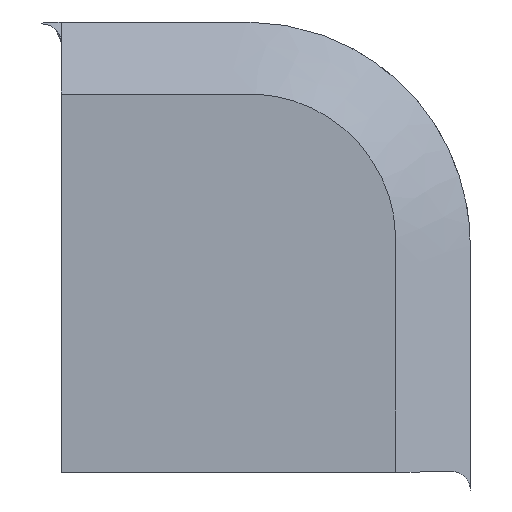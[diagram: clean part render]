
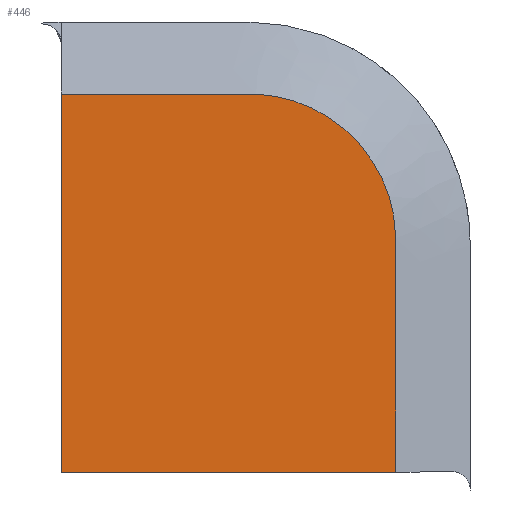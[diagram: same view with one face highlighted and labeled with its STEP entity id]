
A CAD part, top view. The second image highlights one B-rep face of the part: STEP entity #446.
In plain terms, the highlighted planar face has unit normal (0, 0, 1).
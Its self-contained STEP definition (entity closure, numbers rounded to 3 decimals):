
#25=PLANE('',#490);
#48=B_SPLINE_CURVE_WITH_KNOTS('',3,(#1091,#1092,#1093,#1094,#1095,#1096,
#1097,#1098,#1099,#1100,#1101,#1102,#1103,#1104,#1105,#1106,#1107,#1108,
#1109,#1110,#1111,#1112,#1113,#1114,#1115),.UNSPECIFIED.,.F.,.F.,(4,3,3,
3,3,3,3,3,4),(0.001,27.881,31.726,41.429,
51.132,60.835,70.538,75.69,109.607),
 .UNSPECIFIED.);
#78=FACE_OUTER_BOUND('',#106,.T.);
#106=EDGE_LOOP('',(#359,#360,#361,#362,#363));
#130=LINE('',#941,#163);
#143=LINE('',#1142,#176);
#144=LINE('',#1144,#177);
#145=LINE('',#1145,#178);
#163=VECTOR('',#529,10.);
#176=VECTOR('',#556,10.);
#177=VECTOR('',#557,10.);
#178=VECTOR('',#558,10.);
#206=VERTEX_POINT('',#934);
#208=VERTEX_POINT('',#940);
#218=VERTEX_POINT('',#1086);
#226=VERTEX_POINT('',#1141);
#227=VERTEX_POINT('',#1143);
#254=EDGE_CURVE('',#208,#206,#130,.T.);
#268=EDGE_CURVE('',#218,#206,#48,.T.);
#278=EDGE_CURVE('',#226,#218,#143,.T.);
#279=EDGE_CURVE('',#227,#226,#144,.T.);
#280=EDGE_CURVE('',#227,#208,#145,.T.);
#359=ORIENTED_EDGE('',*,*,#254,.T.);
#360=ORIENTED_EDGE('',*,*,#268,.F.);
#361=ORIENTED_EDGE('',*,*,#278,.F.);
#362=ORIENTED_EDGE('',*,*,#279,.F.);
#363=ORIENTED_EDGE('',*,*,#280,.T.);
#446=ADVANCED_FACE('',(#78),#25,.T.);
#490=AXIS2_PLACEMENT_3D('',#1140,#554,#555);
#529=DIRECTION('',(1.,0.,0.));
#554=DIRECTION('center_axis',(0.,0.,
1.));
#555=DIRECTION('ref_axis',(1.,0.,0.));
#556=DIRECTION('',(0.,1.,0.));
#557=DIRECTION('',(0.,1.,0.));
#558=DIRECTION('',(0.,-1.,0.));
#934=CARTESIAN_POINT('',(60.4,-0.531,19.));
#940=CARTESIAN_POINT('',(3.3,-0.531,19.));
#941=CARTESIAN_POINT('',(29.208,-0.531,19.));
#1086=CARTESIAN_POINT('',(3.3,64.,19.));
#1091=CARTESIAN_POINT('Ctrl Pts',(3.3,64.,19.));
#1092=CARTESIAN_POINT('Ctrl Pts',(12.703,64.,19.));
#1093=CARTESIAN_POINT('Ctrl Pts',(22.106,64.,19.));
#1094=CARTESIAN_POINT('Ctrl Pts',(31.509,64.,19.));
#1095=CARTESIAN_POINT('Ctrl Pts',(32.806,64.,19.));
#1096=CARTESIAN_POINT('Ctrl Pts',(34.103,64.,19.));
#1097=CARTESIAN_POINT('Ctrl Pts',(35.4,64.,19.));
#1098=CARTESIAN_POINT('Ctrl Pts',(38.672,64.,19.));
#1099=CARTESIAN_POINT('Ctrl Pts',(41.944,63.349,19.));
#1100=CARTESIAN_POINT('Ctrl Pts',(44.967,62.097,19.));
#1101=CARTESIAN_POINT('Ctrl Pts',(47.991,60.845,19.));
#1102=CARTESIAN_POINT('Ctrl Pts',(50.765,58.993,19.));
#1103=CARTESIAN_POINT('Ctrl Pts',(53.079,56.679,19.));
#1104=CARTESIAN_POINT('Ctrl Pts',(55.393,54.365,19.));
#1105=CARTESIAN_POINT('Ctrl Pts',(57.245,51.591,19.));
#1106=CARTESIAN_POINT('Ctrl Pts',(58.497,48.567,19.));
#1107=CARTESIAN_POINT('Ctrl Pts',(59.749,45.544,19.));
#1108=CARTESIAN_POINT('Ctrl Pts',(60.4,42.272,19.));
#1109=CARTESIAN_POINT('Ctrl Pts',(60.4,39.,19.));
#1110=CARTESIAN_POINT('Ctrl Pts',(60.4,37.262,19.));
#1111=CARTESIAN_POINT('Ctrl Pts',(60.4,35.524,19.));
#1112=CARTESIAN_POINT('Ctrl Pts',(60.4,33.787,19.));
#1113=CARTESIAN_POINT('Ctrl Pts',(60.4,22.347,19.));
#1114=CARTESIAN_POINT('Ctrl Pts',(60.4,10.908,19.));
#1115=CARTESIAN_POINT('Ctrl Pts',(60.4,-0.531,19.));
#1140=CARTESIAN_POINT('Origin',(29.716,29.721,19.));
#1141=CARTESIAN_POINT('',(3.3,59.903,19.));
#1142=CARTESIAN_POINT('',(3.3,73.5,19.));
#1143=CARTESIAN_POINT('',(3.3,0.,19.));
#1144=CARTESIAN_POINT('',(3.3,73.5,19.));
#1145=CARTESIAN_POINT('',(3.3,0.,19.));
